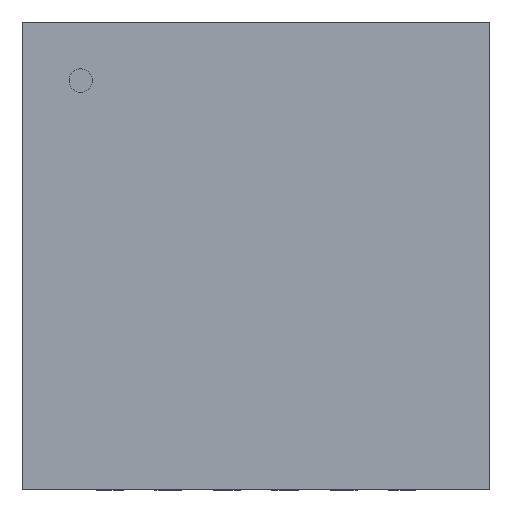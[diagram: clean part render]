
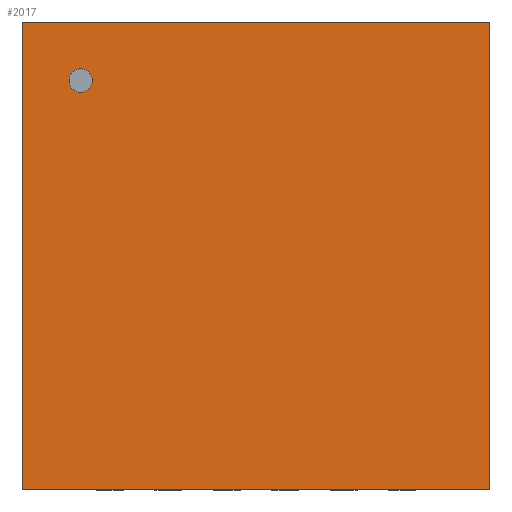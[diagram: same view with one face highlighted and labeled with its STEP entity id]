
A CAD part, top view. The second image highlights one B-rep face of the part: STEP entity #2017.
In plain terms, the highlighted planar face has unit normal (0, 0, 1).
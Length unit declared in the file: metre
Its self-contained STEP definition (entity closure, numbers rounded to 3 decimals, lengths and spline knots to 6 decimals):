
#977 = EDGE_CURVE( '', #2640, #2343, #2641, .T. );
#1061 = EDGE_CURVE( '', #2772, #2640, #2773, .T. );
#1605 = EDGE_CURVE( '', #2343, #3526, #3527, .T. );
#1683 = EDGE_CURVE( '', #3627, #3627, #3628, .T. );
#1729 = EDGE_CURVE( '', #3526, #2772, #3686, .T. );
#2017 = ADVANCED_FACE( '', ( #4024, #4025 ), #4026, .T. );
#2343 = VERTEX_POINT( '', #4404 );
#2640 = VERTEX_POINT( '', #4825 );
#2641 = LINE( '', #4826, #4827 );
#2772 = VERTEX_POINT( '', #5013 );
#2773 = LINE( '', #5014, #5015 );
#3526 = VERTEX_POINT( '', #6160 );
#3527 = LINE( '', #6161, #6162 );
#3627 = VERTEX_POINT( '', #6313 );
#3628 = CIRCLE( '', #6314, 0.0001 );
#3686 = LINE( '', #6401, #6402 );
#4024 = FACE_BOUND( '', #6946, .T. );
#4025 = FACE_OUTER_BOUND( '', #6947, .T. );
#4026 = PLANE( '', #6948 );
#4404 = CARTESIAN_POINT( '', ( 0.002, -0.002007, 0.000856 ) );
#4825 = CARTESIAN_POINT( '', ( -0.002, -0.002007, 0.000856 ) );
#4826 = CARTESIAN_POINT( '', ( -0.002, -0.002007, 0.000856 ) );
#4827 = VECTOR( '', #7726, 1. );
#5013 = CARTESIAN_POINT( '', ( -0.002, 0.001993, 0.000856 ) );
#5014 = CARTESIAN_POINT( '', ( -0.002, -0.002007, 0.000856 ) );
#5015 = VECTOR( '', #7868, 1. );
#6160 = CARTESIAN_POINT( '', ( 0.002, 0.001993, 0.000856 ) );
#6161 = CARTESIAN_POINT( '', ( 0.002, -0.002007, 0.000856 ) );
#6162 = VECTOR( '', #8712, 1. );
#6313 = CARTESIAN_POINT( '', ( -0.0014, 0.001493, 0.000856 ) );
#6314 = AXIS2_PLACEMENT_3D( '', #8840, #8841, #8842 );
#6401 = CARTESIAN_POINT( '', ( -0.002, 0.001993, 0.000856 ) );
#6402 = VECTOR( '', #8924, 1. );
#6946 = EDGE_LOOP( '', ( #9482 ) );
#6947 = EDGE_LOOP( '', ( #9483, #9484, #9485, #9486 ) );
#6948 = AXIS2_PLACEMENT_3D( '', #9487, #9488, #9489 );
#7726 = DIRECTION( '', ( 1., 0., 0. ) );
#7868 = DIRECTION( '', ( 0., -1., 0. ) );
#8712 = DIRECTION( '', ( 0., 1., 0. ) );
#8840 = CARTESIAN_POINT( '', ( -0.0015, 0.001493, 0.000856 ) );
#8841 = DIRECTION( '', ( 0., 0., 1. ) );
#8842 = DIRECTION( '', ( 1., 0., 0. ) );
#8924 = DIRECTION( '', ( -1., 0., 0. ) );
#9482 = ORIENTED_EDGE( '', *, *, #1683, .F. );
#9483 = ORIENTED_EDGE( '', *, *, #977, .T. );
#9484 = ORIENTED_EDGE( '', *, *, #1605, .T. );
#9485 = ORIENTED_EDGE( '', *, *, #1729, .T. );
#9486 = ORIENTED_EDGE( '', *, *, #1061, .T. );
#9487 = CARTESIAN_POINT( '', ( 0.002, -0.002007, 0.000856 ) );
#9488 = DIRECTION( '', ( 0., 0., 1. ) );
#9489 = DIRECTION( '', ( 1., 0., 0. ) );
